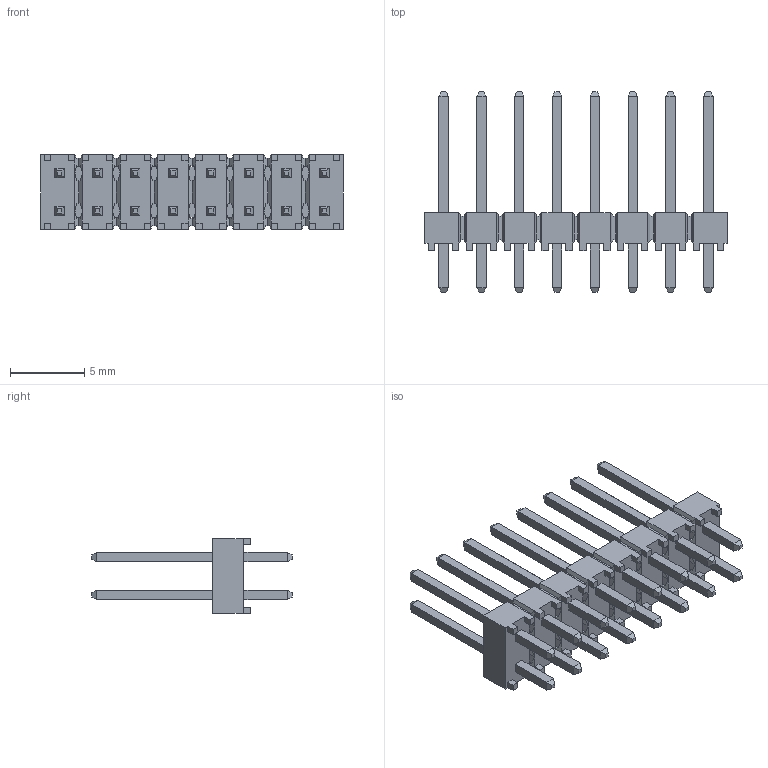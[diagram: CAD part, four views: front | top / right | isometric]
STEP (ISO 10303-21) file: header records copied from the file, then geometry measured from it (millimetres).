
FILE_DESCRIPTION( ( 'STEP AP214' ), '1' );
FILE_NAME( 'HTSW-108-14-L-D.stp', '2020-03-27T18:12:43', ( 'License CC BY-ND 4.0' ), ( 'CADENAS' ), ' ', 'PARTsolutions', ' ' );
FILE_SCHEMA( ( 'AUTOMOTIVE_DESIGN { 1 0 10303 214 1 1 1 1 }' ) );
Length unit declared in the file: inch
Products named in the file (3): HTSW-108-14-L-D; _HTSW-108-14-L-D_body; _T-1S6-08-HTSW-1--14-8-D
Assembly tree (2 placements, depth 2):
  HTSW-108-14-L-D
    _HTSW-108-14-L-D_body
    _T-1S6-08-HTSW-1--14-8-D
Bounding box: 20.32 x 13.46 x 5.03 mm (x, y, z)
Volume: 273.9 mm3; surface area: 1133.6 mm2
Topology: 2 solids, 2 shells, 730 faces, 1842 edges, 1120 vertices
Faces by surface type: plane 730
Entity records: 27008 total; most frequent: CARTESIAN_POINT 3695, ORIENTED_EDGE 3684, DIRECTION 3308, EDGE_CURVE 1842, LINE 1842, VECTOR 1842, VERTEX_POINT 1120, EDGE_LOOP 794
